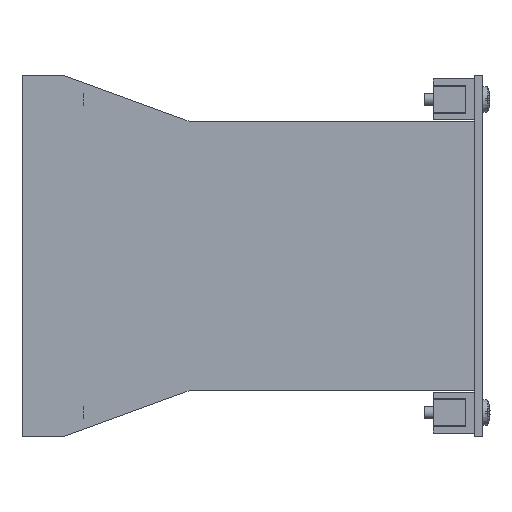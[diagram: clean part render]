
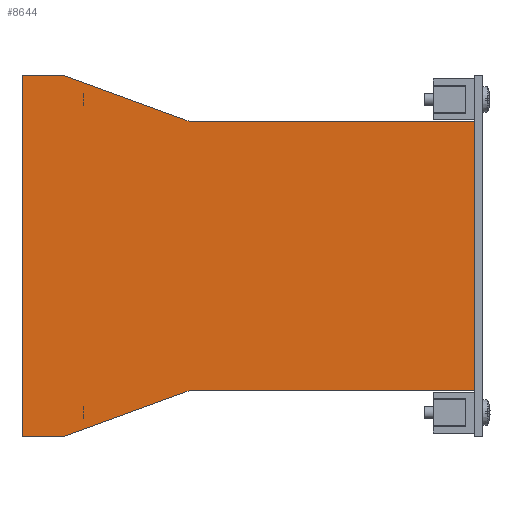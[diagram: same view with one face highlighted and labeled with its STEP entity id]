
A CAD part, left-side view. The second image highlights one B-rep face of the part: STEP entity #8644.
In plain terms, the highlighted face is planar.
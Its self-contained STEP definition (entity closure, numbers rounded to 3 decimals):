
#536=PLANE('',#9291);
#920=FACE_OUTER_BOUND('',#1401,.T.);
#1401=EDGE_LOOP('',(#6437,#6438,#6439,#6440,#6441,#6442,#6443,#6444));
#1961=LINE('',#12600,#2972);
#1964=LINE('',#12606,#2975);
#1969=LINE('',#12622,#2980);
#1972=LINE('',#12628,#2983);
#1974=LINE('',#12633,#2985);
#1975=LINE('',#12634,#2986);
#1976=LINE('',#12635,#2987);
#1977=LINE('',#12636,#2988);
#2972=VECTOR('',#10224,10.);
#2975=VECTOR('',#10229,10.);
#2980=VECTOR('',#10244,10.);
#2983=VECTOR('',#10249,10.);
#2985=VECTOR('',#10253,10.);
#2986=VECTOR('',#10254,10.);
#2987=VECTOR('',#10255,10.);
#2988=VECTOR('',#10256,10.);
#4148=VERTEX_POINT('',#12597);
#4149=VERTEX_POINT('',#12599);
#4151=VERTEX_POINT('',#12605);
#4156=VERTEX_POINT('',#12619);
#4157=VERTEX_POINT('',#12621);
#4159=VERTEX_POINT('',#12627);
#4160=VERTEX_POINT('',#12631);
#4161=VERTEX_POINT('',#12632);
#5019=EDGE_CURVE('',#4149,#4148,#1961,.T.);
#5022=EDGE_CURVE('',#4149,#4151,#1964,.T.);
#5029=EDGE_CURVE('',#4157,#4156,#1969,.T.);
#5032=EDGE_CURVE('',#4157,#4159,#1972,.T.);
#5034=EDGE_CURVE('',#4160,#4161,#1974,.T.);
#5035=EDGE_CURVE('',#4161,#4159,#1975,.T.);
#5036=EDGE_CURVE('',#4156,#4151,#1976,.T.);
#5037=EDGE_CURVE('',#4160,#4148,#1977,.F.);
#6437=ORIENTED_EDGE('',*,*,#5034,.T.);
#6438=ORIENTED_EDGE('',*,*,#5035,.T.);
#6439=ORIENTED_EDGE('',*,*,#5032,.F.);
#6440=ORIENTED_EDGE('',*,*,#5029,.T.);
#6441=ORIENTED_EDGE('',*,*,#5036,.T.);
#6442=ORIENTED_EDGE('',*,*,#5022,.F.);
#6443=ORIENTED_EDGE('',*,*,#5019,.T.);
#6444=ORIENTED_EDGE('',*,*,#5037,.F.);
#8644=ADVANCED_FACE('',(#920),#536,.F.);
#9291=AXIS2_PLACEMENT_3D('',#12630,#10251,#10252);
#10224=DIRECTION('',(0.,-0.94,-0.342));
#10229=DIRECTION('',(0.,1.,0.));
#10244=DIRECTION('',(0.,1.,0.));
#10249=DIRECTION('',(0.,-0.94,0.342));
#10251=DIRECTION('center_axis',(-1.,0.,0.));
#10252=DIRECTION('ref_axis',(0.,0.,1.));
#10253=DIRECTION('',(0.,0.,-1.));
#10254=DIRECTION('',(0.,1.,0.));
#10255=DIRECTION('',(0.,0.,1.));
#10256=DIRECTION('',(0.,-1.,0.));
#12597=CARTESIAN_POINT('',(210.254,69.366,-5.3));
#12599=CARTESIAN_POINT('',(210.254,100.,5.85));
#12600=CARTESIAN_POINT('',(210.254,100.,5.85));
#12605=CARTESIAN_POINT('',(210.254,110.,5.85));
#12606=CARTESIAN_POINT('',(210.254,100.,5.85));
#12619=CARTESIAN_POINT('',(210.254,110.,-82.05));
#12621=CARTESIAN_POINT('',(210.254,100.,-82.05));
#12622=CARTESIAN_POINT('',(210.254,100.,-82.05));
#12627=CARTESIAN_POINT('',(210.254,69.366,-70.9));
#12628=CARTESIAN_POINT('',(210.254,100.,-82.05));
#12630=CARTESIAN_POINT('Origin',(210.254,0.,-71.2));
#12631=CARTESIAN_POINT('',(210.254,0.,-5.3));
#12632=CARTESIAN_POINT('',(210.254,0.,-70.9));
#12633=CARTESIAN_POINT('',(210.254,0.,-54.65));
#12634=CARTESIAN_POINT('',(210.254,0.,-70.9));
#12635=CARTESIAN_POINT('',(210.254,110.,-82.05));
#12636=CARTESIAN_POINT('',(210.254,0.,-5.3));
